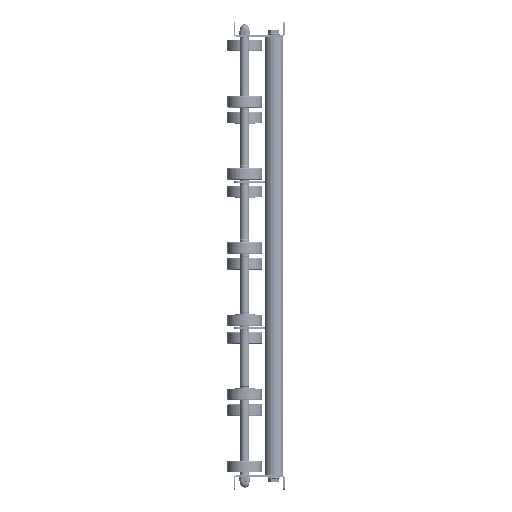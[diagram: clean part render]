
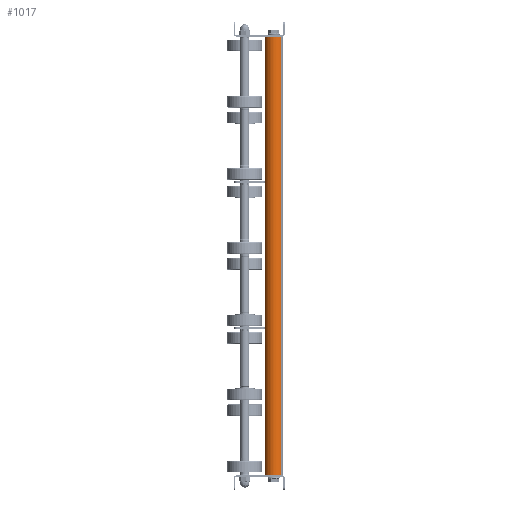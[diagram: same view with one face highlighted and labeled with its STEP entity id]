
A CAD part, left-side view. The second image highlights one B-rep face of the part: STEP entity #1017.
In plain terms, the highlighted cylindrical face has radius 12.5 mm (diameter 25 mm), a partial arc.
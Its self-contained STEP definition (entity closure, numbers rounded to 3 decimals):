
#1017 = ADVANCED_FACE ( 'NONE', ( #23485 ), #9857, .T. ) ;
#1879 = EDGE_CURVE ( 'NONE', #35827, #27571, #16899, .T. ) ;
#3253 = DIRECTION ( 'NONE',  ( -1., 0., 0. ) ) ;
#5727 = VERTEX_POINT ( 'NONE', #22432 ) ;
#6256 = LINE ( 'NONE', #20096, #36346 ) ;
#6588 = CARTESIAN_POINT ( 'NONE',  ( 599., 0., -12.5 ) ) ;
#6753 = CARTESIAN_POINT ( 'NONE',  ( 1., 0., -12.5 ) ) ;
#7068 = ORIENTED_EDGE ( 'NONE', *, *, #28003, .T. ) ;
#7296 = EDGE_CURVE ( 'NONE', #35827, #23147, #6256, .T. ) ;
#8642 = DIRECTION ( 'NONE',  ( 0., 0., -1. ) ) ;
#9549 = ORIENTED_EDGE ( 'NONE', *, *, #19052, .T. ) ;
#9857 = CYLINDRICAL_SURFACE ( 'NONE', #31981, 12.5 ) ;
#12209 = AXIS2_PLACEMENT_3D ( 'NONE', #34179, #17431, #8642 ) ;
#15105 = DIRECTION ( 'NONE',  ( -1., 0., 0. ) ) ;
#16899 = CIRCLE ( 'NONE', #26420, 12.5 ) ;
#17431 = DIRECTION ( 'NONE',  ( 1., 0., 0. ) ) ;
#19052 = EDGE_CURVE ( 'NONE', #27571, #5727, #22955, .T. ) ;
#19680 = CARTESIAN_POINT ( 'NONE',  ( 599., 0., 12.5 ) ) ;
#20096 = CARTESIAN_POINT ( 'NONE',  ( 600., 0., -12.5 ) ) ;
#20341 = CARTESIAN_POINT ( 'NONE',  ( 600., 0., 12.5 ) ) ;
#21256 = CARTESIAN_POINT ( 'NONE',  ( 600., 0., 0. ) ) ;
#21863 = ORIENTED_EDGE ( 'NONE', *, *, #1879, .T. ) ;
#22196 = CARTESIAN_POINT ( 'NONE',  ( 599., 0., 0. ) ) ;
#22340 = CIRCLE ( 'NONE', #12209, 12.5 ) ;
#22432 = CARTESIAN_POINT ( 'NONE',  ( 1., 0., 12.5 ) ) ;
#22588 = DIRECTION ( 'NONE',  ( -1., 0., 0. ) ) ;
#22955 = LINE ( 'NONE', #20341, #25078 ) ;
#23147 = VERTEX_POINT ( 'NONE', #6753 ) ;
#23485 = FACE_OUTER_BOUND ( 'NONE', #28403, .T. ) ;
#25078 = VECTOR ( 'NONE', #25919, 1000. ) ;
#25919 = DIRECTION ( 'NONE',  ( -1., 0., 0. ) ) ;
#26420 = AXIS2_PLACEMENT_3D ( 'NONE', #22196, #22588, #27420 ) ;
#27420 = DIRECTION ( 'NONE',  ( 0., 0., -1. ) ) ;
#27571 = VERTEX_POINT ( 'NONE', #19680 ) ;
#28003 = EDGE_CURVE ( 'NONE', #5727, #23147, #22340, .T. ) ;
#28403 = EDGE_LOOP ( 'NONE', ( #36480, #21863, #9549, #7068 ) ) ;
#31981 = AXIS2_PLACEMENT_3D ( 'NONE', #21256, #15105, #32029 ) ;
#32029 = DIRECTION ( 'NONE',  ( 0., 0., 1. ) ) ;
#34179 = CARTESIAN_POINT ( 'NONE',  ( 1., 0., 0. ) ) ;
#35827 = VERTEX_POINT ( 'NONE', #6588 ) ;
#36346 = VECTOR ( 'NONE', #3253, 1000. ) ;
#36480 = ORIENTED_EDGE ( 'NONE', *, *, #7296, .F. ) ;
